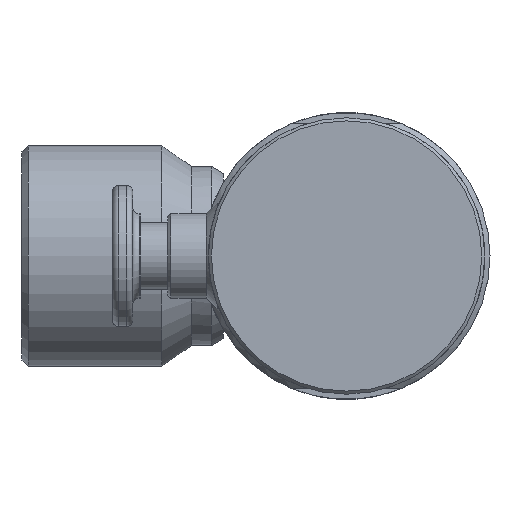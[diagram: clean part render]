
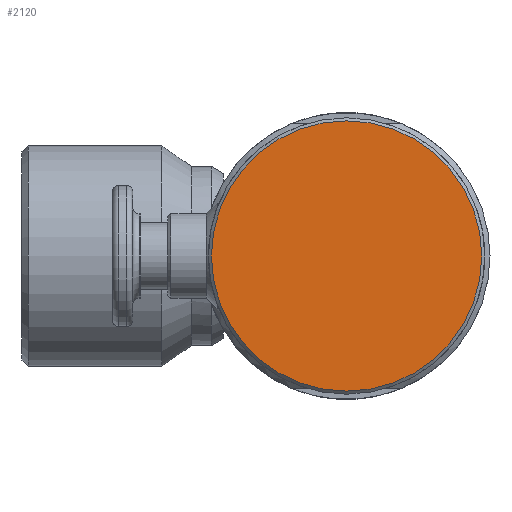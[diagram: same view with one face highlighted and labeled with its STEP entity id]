
A CAD part, left-side view. The second image highlights one B-rep face of the part: STEP entity #2120.
In plain terms, the highlighted planar face has unit normal (-1, 0, 0).
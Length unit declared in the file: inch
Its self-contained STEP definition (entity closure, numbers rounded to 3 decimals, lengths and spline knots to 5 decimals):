
#427=PLANE('',#2352);
#552=FACE_OUTER_BOUND('',#721,.T.);
#721=EDGE_LOOP('',(#1927));
#850=CIRCLE('',#2353,0.6715);
#1098=VERTEX_POINT('',#3858);
#1388=EDGE_CURVE('',#1098,#1098,#850,.T.);
#1927=ORIENTED_EDGE('',*,*,#1388,.F.);
#2120=ADVANCED_FACE('',(#552),#427,.T.);
#2352=AXIS2_PLACEMENT_3D('',#3857,#2917,#2918);
#2353=AXIS2_PLACEMENT_3D('',#3859,#2919,#2920);
#2917=DIRECTION('center_axis',(-1.,0.,0.));
#2918=DIRECTION('ref_axis',(0.,0.,1.));
#2919=DIRECTION('center_axis',(1.,0.,0.));
#2920=DIRECTION('ref_axis',(0.,1.,0.));
#3857=CARTESIAN_POINT('Origin',(0.,0.33575,0.));
#3858=CARTESIAN_POINT('',(0.,0.6715,0.));
#3859=CARTESIAN_POINT('Origin',(0.,0.,0.));
